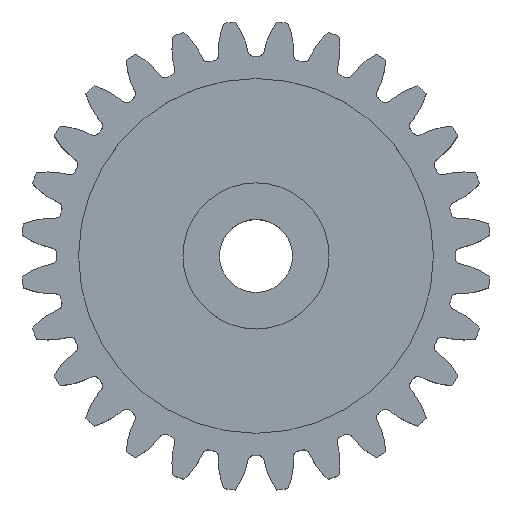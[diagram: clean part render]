
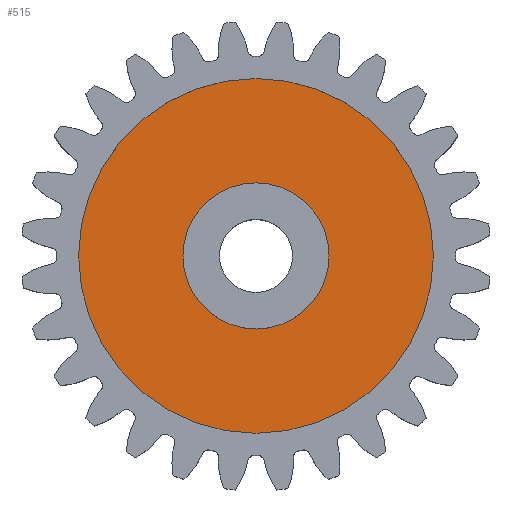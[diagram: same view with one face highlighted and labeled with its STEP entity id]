
A CAD part, top view. The second image highlights one B-rep face of the part: STEP entity #515.
In plain terms, the highlighted planar face has unit normal (0, 0, 1).
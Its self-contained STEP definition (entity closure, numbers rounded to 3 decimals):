
#107 = VERTEX_POINT ( 'NONE', #2694 ) ;
#119 = VERTEX_POINT ( 'NONE', #2577 ) ;
#149 = EDGE_CURVE ( 'NONE', #107, #119, #2976, .T. ) ;
#254 = EDGE_CURVE ( 'NONE', #282, #258, #3202, .T. ) ;
#258 = VERTEX_POINT ( 'NONE', #3189 ) ;
#282 = VERTEX_POINT ( 'NONE', #3266 ) ;
#477 = ORIENTED_EDGE ( 'NONE', *, *, #568, .F. ) ;
#481 = EDGE_LOOP ( 'NONE', ( #477, #513 ) ) ;
#499 = EDGE_CURVE ( 'NONE', #119, #107, #3362, .T. ) ;
#513 = ORIENTED_EDGE ( 'NONE', *, *, #254, .F. ) ;
#515 = ADVANCED_FACE ( 'NONE', ( #3403, #3400 ), #3356, .F. ) ;
#519 = ORIENTED_EDGE ( 'NONE', *, *, #149, .T. ) ;
#546 = ORIENTED_EDGE ( 'NONE', *, *, #499, .T. ) ;
#547 = EDGE_LOOP ( 'NONE', ( #519, #546 ) ) ;
#568 = EDGE_CURVE ( 'NONE', #258, #282, #3595, .T. ) ;
#2577 = CARTESIAN_POINT ( 'NONE',  ( 14., 0., 13.5 ) ) ;
#2694 = CARTESIAN_POINT ( 'NONE',  ( -14., 0., 13.5 ) ) ;
#2971 = DIRECTION ( 'NONE',  ( -1., 0., 0. ) ) ;
#2972 = DIRECTION ( 'NONE',  ( 0., 0., -1. ) ) ;
#2975 = AXIS2_PLACEMENT_3D ( 'NONE', #2988, #2972, #2971 ) ;
#2976 = CIRCLE ( 'NONE', #2975, 14. ) ;
#2988 = CARTESIAN_POINT ( 'NONE',  ( 0., 0., 13.5 ) ) ;
#3181 = DIRECTION ( 'NONE',  ( -1., 0., 0. ) ) ;
#3182 = DIRECTION ( 'NONE',  ( 0., 0., -1. ) ) ;
#3183 = AXIS2_PLACEMENT_3D ( 'NONE', #3193, #3182, #3181 ) ;
#3189 = CARTESIAN_POINT ( 'NONE',  ( -34., 0., 13.5 ) ) ;
#3193 = CARTESIAN_POINT ( 'NONE',  ( 0., 0., 13.5 ) ) ;
#3202 = CIRCLE ( 'NONE', #3183, 34. ) ;
#3266 = CARTESIAN_POINT ( 'NONE',  ( 34., 0., 13.5 ) ) ;
#3356 = PLANE ( 'NONE',  #3391 ) ;
#3357 = DIRECTION ( 'NONE',  ( -1., 0., 0. ) ) ;
#3358 = DIRECTION ( 'NONE',  ( 0., 0., -1. ) ) ;
#3359 = CARTESIAN_POINT ( 'NONE',  ( 0., 0., 13.5 ) ) ;
#3360 = AXIS2_PLACEMENT_3D ( 'NONE', #3359, #3358, #3357 ) ;
#3362 = CIRCLE ( 'NONE', #3360, 14. ) ;
#3388 = DIRECTION ( 'NONE',  ( -1., 0., 0. ) ) ;
#3389 = DIRECTION ( 'NONE',  ( 0., 0., -1. ) ) ;
#3390 = CARTESIAN_POINT ( 'NONE',  ( 0., 0., 13.5 ) ) ;
#3391 = AXIS2_PLACEMENT_3D ( 'NONE', #3390, #3389, #3388 ) ;
#3400 = FACE_OUTER_BOUND ( 'NONE', #481, .T. ) ;
#3403 = FACE_BOUND ( 'NONE', #547, .T. ) ;
#3547 = DIRECTION ( 'NONE',  ( -1., 0., 0. ) ) ;
#3548 = DIRECTION ( 'NONE',  ( 0., 0., -1. ) ) ;
#3549 = CARTESIAN_POINT ( 'NONE',  ( 0., 0., 13.5 ) ) ;
#3559 = AXIS2_PLACEMENT_3D ( 'NONE', #3549, #3548, #3547 ) ;
#3595 = CIRCLE ( 'NONE', #3559, 34. ) ;
